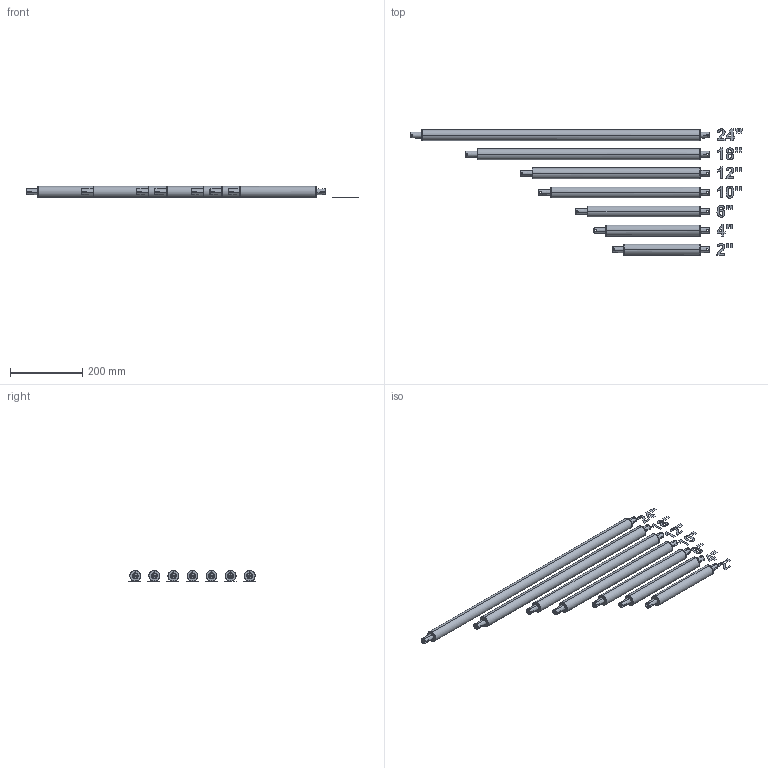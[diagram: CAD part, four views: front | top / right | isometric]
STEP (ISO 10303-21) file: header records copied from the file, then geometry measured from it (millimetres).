
FILE_DESCRIPTION(/* description */ (''),/* implementation_level */ '2;1');
FILE_NAME(/* name */ 'PA-11_strokes_01',/* time_stamp */ '2015-03-14T16:22:54+02:00',/* author */ (''),/* organization */ (''),/* preprocessor_version */ 'ST-DEVELOPER v10',/* originating_system */ '',/* authorisation */ '');
FILE_SCHEMA (('CONFIG_CONTROL_DESIGN'));
Length unit declared in the file: inch
Products named in the file (1): 1
Bounding box: 918.31 x 349.36 x 30.89 mm (x, y, z)
Volume: 2225867.1 mm3; surface area: 561931.4 mm2
Topology: 21 solids, 46 shells, 535 faces, 1535 edges, 1011 vertices
Faces by surface type: bspline 454, plane 81
Entity records: 31445 total; most frequent: CARTESIAN_POINT 23066, ORIENTED_EDGE 2845, EDGE_CURVE 1503, VERTEX_POINT 1007, B_SPLINE_CURVE_WITH_KNOTS 739, EDGE_LOOP 569, ADVANCED_FACE 535, FACE_OUTER_BOUND 535
